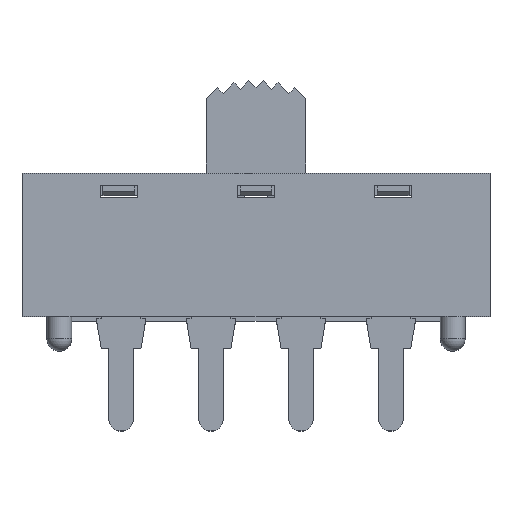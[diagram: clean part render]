
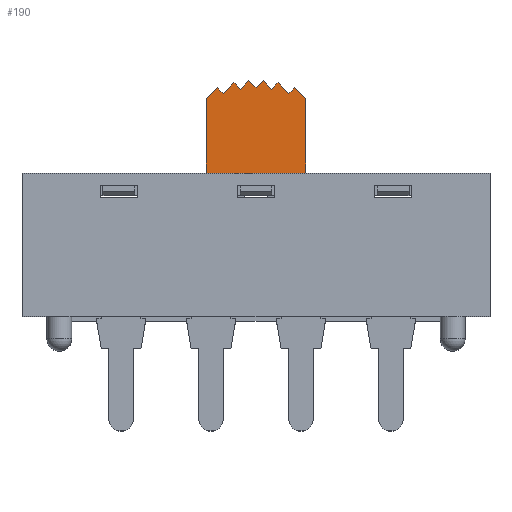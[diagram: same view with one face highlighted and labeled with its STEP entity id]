
A CAD part, top view. The second image highlights one B-rep face of the part: STEP entity #190.
In plain terms, the highlighted planar face has unit normal (0, 0, 1).
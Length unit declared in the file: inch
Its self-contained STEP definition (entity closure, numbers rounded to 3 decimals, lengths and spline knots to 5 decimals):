
#190 = ADVANCED_FACE( '', ( #807 ), #808, .T. );
#807 = FACE_OUTER_BOUND( '', #2062, .T. );
#808 = PLANE( '', #2063 );
#2062 = EDGE_LOOP( '', ( #3336, #3337, #3338, #3339, #3340, #3341, #3342, #3343, #3344, #3345, #3346, #3347, #3348, #3349, #3350 ) );
#2063 = AXIS2_PLACEMENT_3D( '', #3351, #3352, #3353 );
#3336 = ORIENTED_EDGE( '', *, *, #8653, .T. );
#3337 = ORIENTED_EDGE( '', *, *, #8654, .F. );
#3338 = ORIENTED_EDGE( '', *, *, #8655, .F. );
#3339 = ORIENTED_EDGE( '', *, *, #8656, .F. );
#3340 = ORIENTED_EDGE( '', *, *, #8657, .F. );
#3341 = ORIENTED_EDGE( '', *, *, #8658, .F. );
#3342 = ORIENTED_EDGE( '', *, *, #8640, .F. );
#3343 = ORIENTED_EDGE( '', *, *, #8644, .F. );
#3344 = ORIENTED_EDGE( '', *, *, #8659, .F. );
#3345 = ORIENTED_EDGE( '', *, *, #8660, .F. );
#3346 = ORIENTED_EDGE( '', *, *, #8650, .F. );
#3347 = ORIENTED_EDGE( '', *, *, #8647, .F. );
#3348 = ORIENTED_EDGE( '', *, *, #8661, .F. );
#3349 = ORIENTED_EDGE( '', *, *, #8662, .T. );
#3350 = ORIENTED_EDGE( '', *, *, #8663, .T. );
#3351 = CARTESIAN_POINT( '', ( 0., -0.0835, 0.0625 ) );
#3352 = DIRECTION( '', ( 0., 0., 1. ) );
#3353 = DIRECTION( '', ( 1., 0., 0. ) );
#8640 = EDGE_CURVE( '', #12068, #12071, #12072, .T. );
#8644 = EDGE_CURVE( '', #12076, #12068, #12079, .T. );
#8647 = EDGE_CURVE( '', #12081, #12084, #12085, .T. );
#8650 = EDGE_CURVE( '', #12084, #12089, #12090, .T. );
#8653 = EDGE_CURVE( '', #12094, #12095, #12096, .T. );
#8654 = EDGE_CURVE( '', #12097, #12095, #12098, .T. );
#8655 = EDGE_CURVE( '', #12099, #12097, #12100, .T. );
#8656 = EDGE_CURVE( '', #12101, #12099, #12102, .T. );
#8657 = EDGE_CURVE( '', #12103, #12101, #12104, .T. );
#8658 = EDGE_CURVE( '', #12071, #12103, #12105, .T. );
#8659 = EDGE_CURVE( '', #12106, #12076, #12107, .T. );
#8660 = EDGE_CURVE( '', #12089, #12106, #12108, .T. );
#8661 = EDGE_CURVE( '', #12109, #12081, #12110, .T. );
#8662 = EDGE_CURVE( '', #12109, #12111, #12112, .T. );
#8663 = EDGE_CURVE( '', #12111, #12094, #12113, .T. );
#12068 = VERTEX_POINT( '', #18903 );
#12071 = VERTEX_POINT( '', #18907 );
#12072 = LINE( '', #18908, #18909 );
#12076 = VERTEX_POINT( '', #18915 );
#12079 = LINE( '', #18919, #18920 );
#12081 = VERTEX_POINT( '', #18923 );
#12084 = VERTEX_POINT( '', #18927 );
#12085 = LINE( '', #18928, #18929 );
#12089 = VERTEX_POINT( '', #18935 );
#12090 = LINE( '', #18936, #18937 );
#12094 = VERTEX_POINT( '', #18943 );
#12095 = VERTEX_POINT( '', #18944 );
#12096 = LINE( '', #18945, #18946 );
#12097 = VERTEX_POINT( '', #18947 );
#12098 = LINE( '', #18948, #18949 );
#12099 = VERTEX_POINT( '', #18950 );
#12100 = LINE( '', #18951, #18952 );
#12101 = VERTEX_POINT( '', #18953 );
#12102 = LINE( '', #18954, #18955 );
#12103 = VERTEX_POINT( '', #18956 );
#12104 = LINE( '', #18957, #18958 );
#12105 = LINE( '', #18959, #18960 );
#12106 = VERTEX_POINT( '', #18961 );
#12107 = LINE( '', #18962, #18963 );
#12108 = LINE( '', #18964, #18965 );
#12109 = VERTEX_POINT( '', #18966 );
#12110 = LINE( '', #18967, #18968 );
#12111 = VERTEX_POINT( '', #18969 );
#12112 = LINE( '', #18970, #18971 );
#12113 = LINE( '', #18972, #18973 );
#18903 = CARTESIAN_POINT( '', ( 0., 0.3155, 0.0625 ) );
#18907 = CARTESIAN_POINT( '', ( 0.01451, 0.33001, 0.0625 ) );
#18908 = CARTESIAN_POINT( '', ( 0., 0.3155, 0.0625 ) );
#18909 = VECTOR( '', #29601, 39.37008 );
#18915 = CARTESIAN_POINT( '', ( -0.01451, 0.33001, 0.0625 ) );
#18919 = CARTESIAN_POINT( '', ( -0.01451, 0.33001, 0.0625 ) );
#18920 = VECTOR( '', #29605, 39.37008 );
#18923 = CARTESIAN_POINT( '', ( -0.07762, 0.316, 0.0625 ) );
#18927 = CARTESIAN_POINT( '', ( -0.06594, 0.30432, 0.0625 ) );
#18928 = CARTESIAN_POINT( '', ( -0.07762, 0.316, 0.0625 ) );
#18929 = VECTOR( '', #29608, 39.37008 );
#18935 = CARTESIAN_POINT( '', ( -0.04439, 0.32587, 0.0625 ) );
#18936 = CARTESIAN_POINT( '', ( -0.06594, 0.30432, 0.0625 ) );
#18937 = VECTOR( '', #29611, 39.37008 );
#18943 = CARTESIAN_POINT( '', ( 0.1, 0.1, 0.0625 ) );
#18944 = CARTESIAN_POINT( '', ( 0.1, 0.29362, 0.0625 ) );
#18945 = CARTESIAN_POINT( '', ( 0.1, 0.1, 0.0625 ) );
#18946 = VECTOR( '', #29614, 39.37008 );
#18947 = CARTESIAN_POINT( '', ( 0.07762, 0.316, 0.0625 ) );
#18948 = CARTESIAN_POINT( '', ( 0.07762, 0.316, 0.0625 ) );
#18949 = VECTOR( '', #29615, 39.37008 );
#18950 = CARTESIAN_POINT( '', ( 0.06594, 0.30432, 0.0625 ) );
#18951 = CARTESIAN_POINT( '', ( 0.06594, 0.30432, 0.0625 ) );
#18952 = VECTOR( '', #29616, 39.37008 );
#18953 = CARTESIAN_POINT( '', ( 0.04439, 0.32587, 0.0625 ) );
#18954 = CARTESIAN_POINT( '', ( 0.04439, 0.32587, 0.0625 ) );
#18955 = VECTOR( '', #29617, 39.37008 );
#18956 = CARTESIAN_POINT( '', ( 0.03152, 0.313, 0.0625 ) );
#18957 = CARTESIAN_POINT( '', ( 0.03152, 0.313, 0.0625 ) );
#18958 = VECTOR( '', #29618, 39.37008 );
#18959 = CARTESIAN_POINT( '', ( 0.01451, 0.33001, 0.0625 ) );
#18960 = VECTOR( '', #29619, 39.37008 );
#18961 = CARTESIAN_POINT( '', ( -0.03152, 0.313, 0.0625 ) );
#18962 = CARTESIAN_POINT( '', ( -0.03152, 0.313, 0.0625 ) );
#18963 = VECTOR( '', #29620, 39.37008 );
#18964 = CARTESIAN_POINT( '', ( -0.04439, 0.32587, 0.0625 ) );
#18965 = VECTOR( '', #29621, 39.37008 );
#18966 = CARTESIAN_POINT( '', ( -0.1, 0.29362, 0.0625 ) );
#18967 = CARTESIAN_POINT( '', ( -0.1, 0.29362, 0.0625 ) );
#18968 = VECTOR( '', #29622, 39.37008 );
#18969 = CARTESIAN_POINT( '', ( -0.1, 0.1, 0.0625 ) );
#18970 = CARTESIAN_POINT( '', ( -0.1, 0.29362, 0.0625 ) );
#18971 = VECTOR( '', #29623, 39.37008 );
#18972 = CARTESIAN_POINT( '', ( -0.1, 0.1, 0.0625 ) );
#18973 = VECTOR( '', #29624, 39.37008 );
#29601 = DIRECTION( '', ( 0.707, 0.707, 0. ) );
#29605 = DIRECTION( '', ( 0.707, -0.707, 0. ) );
#29608 = DIRECTION( '', ( 0.707, -0.707, 0. ) );
#29611 = DIRECTION( '', ( 0.707, 0.707, 0. ) );
#29614 = DIRECTION( '', ( 0., 1., 0. ) );
#29615 = DIRECTION( '', ( 0.707, -0.707, 0. ) );
#29616 = DIRECTION( '', ( 0.707, 0.707, 0. ) );
#29617 = DIRECTION( '', ( 0.707, -0.707, 0. ) );
#29618 = DIRECTION( '', ( 0.707, 0.707, 0. ) );
#29619 = DIRECTION( '', ( 0.707, -0.707, 0. ) );
#29620 = DIRECTION( '', ( 0.707, 0.707, 0. ) );
#29621 = DIRECTION( '', ( 0.707, -0.707, 0. ) );
#29622 = DIRECTION( '', ( 0.707, 0.707, 0. ) );
#29623 = DIRECTION( '', ( 0., -1., 0. ) );
#29624 = DIRECTION( '', ( 1., 0., 0. ) );
